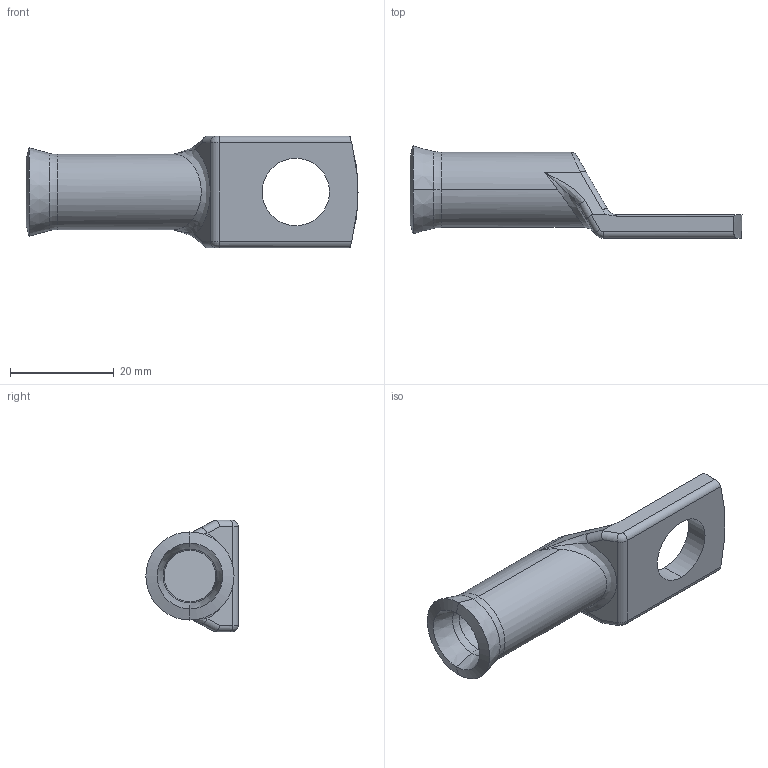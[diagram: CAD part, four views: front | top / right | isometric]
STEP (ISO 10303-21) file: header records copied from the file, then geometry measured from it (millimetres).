
FILE_DESCRIPTION (( 'STEP AP203' ), '1' );
FILE_NAME ('50 mm² DIN NORM BAKIR SKP M12.STEP', '2025-07-16T11:13:51', ( '' ), ( '' ), 'SwSTEP 2.0', 'SolidWorks 2023', '' );
FILE_SCHEMA (( 'CONFIG_CONTROL_DESIGN' ));
Length unit declared in the file: millimetre
Products named in the file (1): 50 mm² DIN NORM BAKIR SKP M12
Bounding box: 64 x 17.8 x 21.5 mm (x, y, z)
Volume: 5853.6 mm3; surface area: 4360.3 mm2
Topology: 1 solids, 1 shells, 47 faces, 111 edges, 64 vertices
Faces by surface type: cylinder 19, plane 9, bspline 7, torus 6, cone 6
Entity records: 1704 total; most frequent: CARTESIAN_POINT 632, ORIENTED_EDGE 218, DIRECTION 202, EDGE_CURVE 109, AXIS2_PLACEMENT_3D 80, VERTEX_POINT 64, EDGE_LOOP 49, ADVANCED_FACE 47
